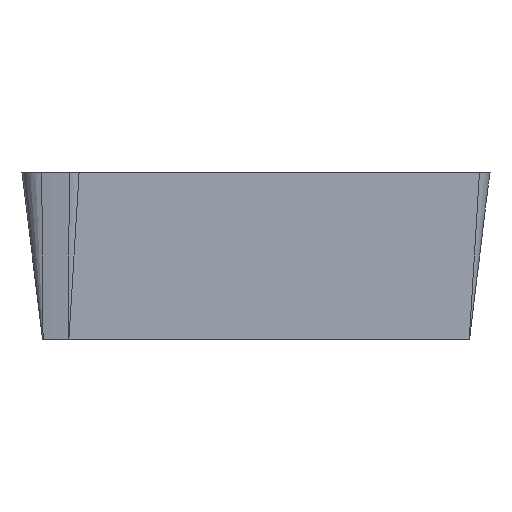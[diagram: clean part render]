
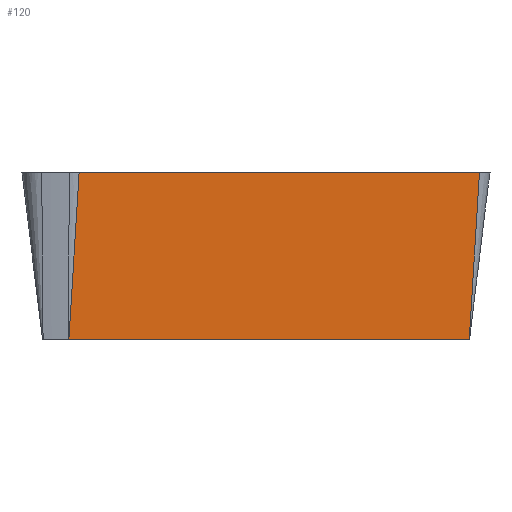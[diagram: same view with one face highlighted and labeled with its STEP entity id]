
A CAD part, front view. The second image highlights one B-rep face of the part: STEP entity #120.
In plain terms, the highlighted planar face has unit normal (0.496, -0.86, -0.122).
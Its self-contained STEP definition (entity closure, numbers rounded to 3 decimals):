
#76=FACE_OUTER_BOUND('',#235,.T.);
#120=ADVANCED_FACE('',(#76),#164,.T.);
#164=PLANE('',#771);
#169=LINE('',#1041,#190);
#170=LINE('',#1043,#191);
#172=LINE('',#1120,#193);
#178=LINE('',#1140,#199);
#179=LINE('',#1141,#200);
#190=VECTOR('',#805,1.);
#191=VECTOR('',#806,1.);
#193=VECTOR('',#822,1.);
#199=VECTOR('',#844,1.);
#200=VECTOR('',#845,1.);
#235=EDGE_LOOP('',(#324,#325,#326,#327,#328));
#324=ORIENTED_EDGE('',*,*,#580,.F.);
#325=ORIENTED_EDGE('',*,*,#591,.T.);
#326=ORIENTED_EDGE('',*,*,#566,.T.);
#327=ORIENTED_EDGE('',*,*,#565,.T.);
#328=ORIENTED_EDGE('',*,*,#592,.F.);
#502=VERTEX_POINT('',#1040);
#503=VERTEX_POINT('',#1042);
#504=VERTEX_POINT('',#1044);
#517=VERTEX_POINT('',#1119);
#518=VERTEX_POINT('',#1121);
#565=EDGE_CURVE('',#503,#502,#169,.T.);
#566=EDGE_CURVE('',#504,#503,#170,.T.);
#580=EDGE_CURVE('',#517,#518,#172,.T.);
#591=EDGE_CURVE('',#517,#504,#178,.T.);
#592=EDGE_CURVE('',#518,#502,#179,.T.);
#771=AXIS2_PLACEMENT_3D('',#1142,#846,#847);
#805=DIRECTION('',(-0.866,-0.5,0.));
#806=DIRECTION('',(-0.866,-0.5,0.));
#822=DIRECTION('',(-0.866,-0.5,0.));
#844=DIRECTION('',(0.061,-0.106,0.993));
#845=DIRECTION('',(0.061,-0.106,0.993));
#846=DIRECTION('',(0.496,-0.86,-0.122));
#847=DIRECTION('',(0.061,-0.106,0.993));
#1040=CARTESIAN_POINT('',(-1.308,-3.047,-0.1));
#1041=CARTESIAN_POINT('',(0.992,-1.719,-0.1));
#1042=CARTESIAN_POINT('',(1.026,-1.7,-0.1));
#1043=CARTESIAN_POINT('',(3.439,-0.306,-0.1));
#1044=CARTESIAN_POINT('',(3.439,-0.306,-0.1));
#1119=CARTESIAN_POINT('',(3.318,-0.096,-2.08));
#1120=CARTESIAN_POINT('',(0.871,-1.509,-2.08));
#1121=CARTESIAN_POINT('',(-1.429,-2.837,-2.08));
#1140=CARTESIAN_POINT('',(3.439,-0.306,-0.1));
#1141=CARTESIAN_POINT('',(-1.308,-3.047,-0.1));
#1142=CARTESIAN_POINT('',(0.984,-1.704,-0.242));
